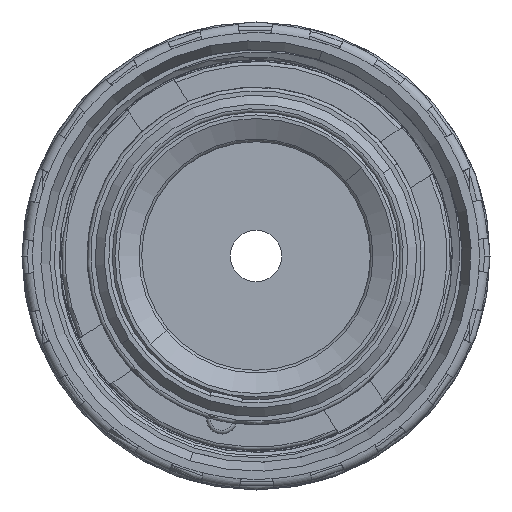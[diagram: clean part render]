
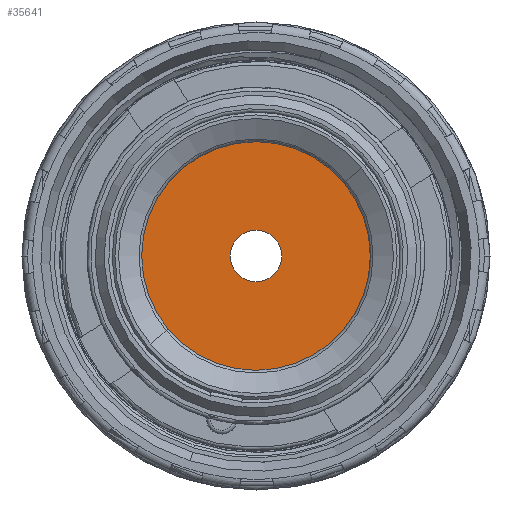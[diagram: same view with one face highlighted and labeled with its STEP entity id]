
A CAD part, front view. The second image highlights one B-rep face of the part: STEP entity #35641.
In plain terms, the highlighted planar face has unit normal (0, -1, 0).
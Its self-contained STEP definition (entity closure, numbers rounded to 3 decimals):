
#14387=CARTESIAN_POINT('',(0.,123.185,0.));
#14388=DIRECTION('',(0.,-1.,0.));
#14389=DIRECTION('',(1.,0.,0.));
#14390=AXIS2_PLACEMENT_3D('',#14387,#14388,#14389);
#14392=CARTESIAN_POINT('',(0.,123.185,0.));
#14393=DIRECTION('',(0.,-1.,0.));
#14394=DIRECTION('',(-1.,0.,0.));
#14395=AXIS2_PLACEMENT_3D('',#14392,#14393,#14394);
#14397=CARTESIAN_POINT('',(0.,123.185,0.));
#14398=DIRECTION('',(0.,1.,0.));
#14399=DIRECTION('',(-1.,0.,0.));
#14400=AXIS2_PLACEMENT_3D('',#14397,#14398,#14399);
#14402=CARTESIAN_POINT('',(0.,123.185,0.));
#14403=DIRECTION('',(0.,1.,0.));
#14404=DIRECTION('',(1.,0.,0.));
#14405=AXIS2_PLACEMENT_3D('',#14402,#14403,#14404);
#19871=CARTESIAN_POINT('',(8.8,123.185,
0.));
#19872=CARTESIAN_POINT('',(-8.8,123.185,
0.));
#19873=VERTEX_POINT('',#19871);
#19874=VERTEX_POINT('',#19872);
#19927=CARTESIAN_POINT('',(1.45,123.185,
0.));
#19928=CARTESIAN_POINT('',(-1.45,123.185,
0.));
#19929=VERTEX_POINT('',#19927);
#19930=VERTEX_POINT('',#19928);
#35626=CARTESIAN_POINT('',(-9.,123.185,
0.));
#35627=DIRECTION('',(0.,-1.,0.));
#35628=DIRECTION('',(1.,0.,0.));
#35629=AXIS2_PLACEMENT_3D('',#35626,#35627,#35628);
#35630=PLANE('',#35629);
#35631=ORIENTED_EDGE('',*,*,#35589,.F.);
#35632=ORIENTED_EDGE('',*,*,#35607,.F.);
#35633=EDGE_LOOP('',(#35631,#35632));
#35634=FACE_OUTER_BOUND('',#35633,.F.);
#35636=ORIENTED_EDGE('',*,*,#35635,.F.);
#35638=ORIENTED_EDGE('',*,*,#35637,.F.);
#35639=EDGE_LOOP('',(#35636,#35638));
#35640=FACE_BOUND('',#35639,.F.);
#14391=CIRCLE('',#14390,8.8);
#14396=CIRCLE('',#14395,8.8);
#14401=CIRCLE('',#14400,1.45);
#14406=CIRCLE('',#14405,1.45);
#35589=EDGE_CURVE('',#19873,#19874,#14391,.T.);
#35607=EDGE_CURVE('',#19874,#19873,#14396,.T.);
#35635=EDGE_CURVE('',#19930,#19929,#14401,.T.);
#35637=EDGE_CURVE('',#19929,#19930,#14406,.T.);
#35641=ADVANCED_FACE('',(#35634,#35640),#35630,.T.);
